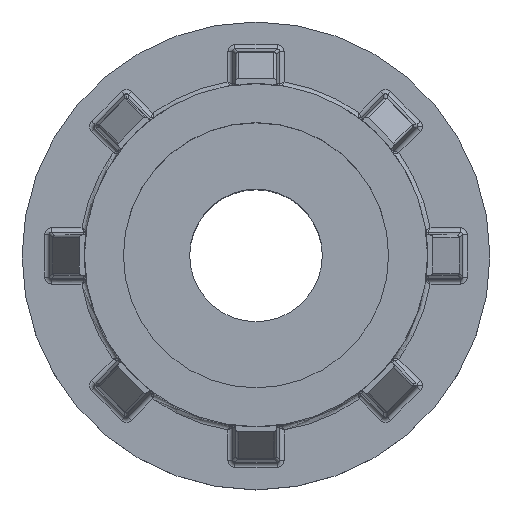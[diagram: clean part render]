
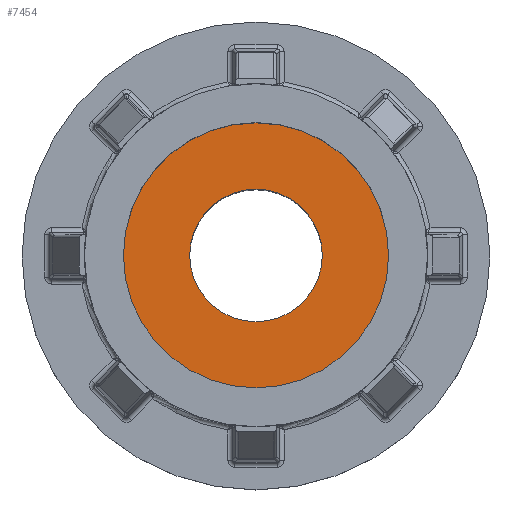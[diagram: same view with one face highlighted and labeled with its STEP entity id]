
A CAD part, top view. The second image highlights one B-rep face of the part: STEP entity #7454.
In plain terms, the highlighted planar face has unit normal (0, 0, 1).
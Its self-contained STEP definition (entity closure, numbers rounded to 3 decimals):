
#50 = DIRECTION ( 'NONE',  ( 0., 0., 1. ) ) ;
#600 = PLANE ( 'NONE',  #8798 ) ;
#1722 = VERTEX_POINT ( 'NONE', #8004 ) ;
#2257 = DIRECTION ( 'NONE',  ( 1., 0., 0. ) ) ;
#2452 = CARTESIAN_POINT ( 'NONE',  ( 0., 0., 25. ) ) ;
#2518 = DIRECTION ( 'NONE',  ( 0., 0., -1. ) ) ;
#2595 = FACE_BOUND ( 'NONE', #3993, .T. ) ;
#2945 = EDGE_CURVE ( 'NONE', #9142, #9400, #4351, .T. ) ;
#3274 = CIRCLE ( 'NONE', #10460, 4.25 ) ;
#3308 = DIRECTION ( 'NONE',  ( 1., 0., 0. ) ) ;
#3333 = ORIENTED_EDGE ( 'NONE', *, *, #2945, .T. ) ;
#3352 = EDGE_LOOP ( 'NONE', ( #4803, #5760 ) ) ;
#3993 = EDGE_LOOP ( 'NONE', ( #3333, #10022 ) ) ;
#4351 = CIRCLE ( 'NONE', #5717, 4.25 ) ;
#4599 = DIRECTION ( 'NONE',  ( 0., 0., -1. ) ) ;
#4803 = ORIENTED_EDGE ( 'NONE', *, *, #9402, .T. ) ;
#4823 = AXIS2_PLACEMENT_3D ( 'NONE', #5028, #50, #5837 ) ;
#4843 = FACE_OUTER_BOUND ( 'NONE', #3352, .T. ) ;
#4888 = AXIS2_PLACEMENT_3D ( 'NONE', #2452, #8291, #3308 ) ;
#5028 = CARTESIAN_POINT ( 'NONE',  ( 0., 0., 25. ) ) ;
#5717 = AXIS2_PLACEMENT_3D ( 'NONE', #7517, #2518, #8366 ) ;
#5760 = ORIENTED_EDGE ( 'NONE', *, *, #9425, .T. ) ;
#5837 = DIRECTION ( 'NONE',  ( 1., 0., 0. ) ) ;
#6354 = CARTESIAN_POINT ( 'NONE',  ( 8.5, 0., 25. ) ) ;
#6387 = CARTESIAN_POINT ( 'NONE',  ( 0., 0., 25. ) ) ;
#6521 = EDGE_CURVE ( 'NONE', #9400, #9142, #3274, .T. ) ;
#6779 = CARTESIAN_POINT ( 'NONE',  ( -4.25, 0., 25. ) ) ;
#7245 = DIRECTION ( 'NONE',  ( 0., 0., 1. ) ) ;
#7454 = ADVANCED_FACE ( 'NONE', ( #4843, #2595 ), #600, .T. ) ;
#7517 = CARTESIAN_POINT ( 'NONE',  ( 0., 0., 25. ) ) ;
#8004 = CARTESIAN_POINT ( 'NONE',  ( -8.5, 0., 25. ) ) ;
#8223 = CARTESIAN_POINT ( 'NONE',  ( 4.25, 0., 25. ) ) ;
#8291 = DIRECTION ( 'NONE',  ( 0., 0., 1. ) ) ;
#8366 = DIRECTION ( 'NONE',  ( 1., 0., 0. ) ) ;
#8470 = VERTEX_POINT ( 'NONE', #6354 ) ;
#8798 = AXIS2_PLACEMENT_3D ( 'NONE', #6387, #7245, #2257 ) ;
#8939 = CIRCLE ( 'NONE', #4888, 8.5 ) ;
#9142 = VERTEX_POINT ( 'NONE', #6779 ) ;
#9400 = VERTEX_POINT ( 'NONE', #8223 ) ;
#9402 = EDGE_CURVE ( 'NONE', #8470, #1722, #8939, .T. ) ;
#9425 = EDGE_CURVE ( 'NONE', #1722, #8470, #10653, .T. ) ;
#9569 = CARTESIAN_POINT ( 'NONE',  ( 0., 0., 25. ) ) ;
#10022 = ORIENTED_EDGE ( 'NONE', *, *, #6521, .T. ) ;
#10420 = DIRECTION ( 'NONE',  ( 1., 0., 0. ) ) ;
#10460 = AXIS2_PLACEMENT_3D ( 'NONE', #9569, #4599, #10420 ) ;
#10653 = CIRCLE ( 'NONE', #4823, 8.5 ) ;
